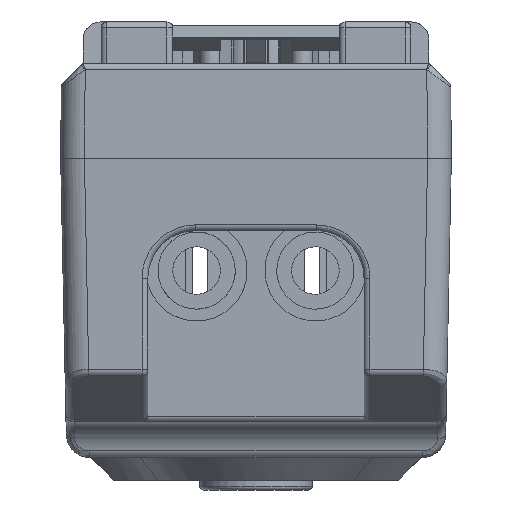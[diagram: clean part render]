
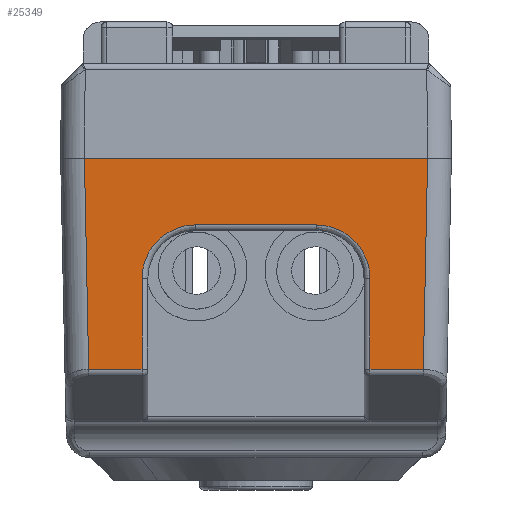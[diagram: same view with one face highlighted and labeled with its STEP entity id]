
A CAD part, front view. The second image highlights one B-rep face of the part: STEP entity #25349.
In plain terms, the highlighted planar face has unit normal (0, -1, -0.02).
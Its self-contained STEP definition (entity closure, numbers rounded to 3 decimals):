
#2158=ELLIPSE('',#27179,4.528,4.527);
#2159=ELLIPSE('',#27180,4.528,4.527);
#2862=FACE_OUTER_BOUND('',#4275,.T.);
#4275=EDGE_LOOP('',(#19668,#19669,#19670,#19671,#19672,#19673,#19674,#19675,
#19676,#19677));
#7502=LINE('',#40294,#9833);
#7527=LINE('',#40363,#9858);
#7528=LINE('',#40365,#9859);
#7529=LINE('',#40366,#9860);
#7530=LINE('',#40368,#9861);
#7531=LINE('',#40370,#9862);
#7532=LINE('',#40372,#9863);
#7533=LINE('',#40375,#9864);
#9833=VECTOR('',#31992,1.);
#9858=VECTOR('',#32059,1.);
#9859=VECTOR('',#32060,1.);
#9860=VECTOR('',#32061,1.);
#9861=VECTOR('',#32062,1.);
#9862=VECTOR('',#32063,1.);
#9863=VECTOR('',#32064,1.);
#9864=VECTOR('',#32067,1.);
#12211=VERTEX_POINT('',#40291);
#12212=VERTEX_POINT('',#40293);
#12233=VERTEX_POINT('',#40359);
#12234=VERTEX_POINT('',#40360);
#12235=VERTEX_POINT('',#40362);
#12236=VERTEX_POINT('',#40364);
#12237=VERTEX_POINT('',#40367);
#12238=VERTEX_POINT('',#40369);
#12239=VERTEX_POINT('',#40371);
#12240=VERTEX_POINT('',#40373);
#14901=EDGE_CURVE('',#12212,#12211,#7502,.T.);
#14936=EDGE_CURVE('',#12233,#12234,#2158,.T.);
#14937=EDGE_CURVE('',#12234,#12235,#7527,.T.);
#14938=EDGE_CURVE('',#12235,#12236,#7528,.T.);
#14939=EDGE_CURVE('',#12236,#12212,#7529,.T.);
#14940=EDGE_CURVE('',#12211,#12237,#7530,.T.);
#14941=EDGE_CURVE('',#12237,#12238,#7531,.T.);
#14942=EDGE_CURVE('',#12238,#12239,#7532,.T.);
#14943=EDGE_CURVE('',#12239,#12240,#2159,.T.);
#14944=EDGE_CURVE('',#12240,#12233,#7533,.T.);
#19668=ORIENTED_EDGE('',*,*,#14936,.T.);
#19669=ORIENTED_EDGE('',*,*,#14937,.T.);
#19670=ORIENTED_EDGE('',*,*,#14938,.T.);
#19671=ORIENTED_EDGE('',*,*,#14939,.T.);
#19672=ORIENTED_EDGE('',*,*,#14901,.T.);
#19673=ORIENTED_EDGE('',*,*,#14940,.T.);
#19674=ORIENTED_EDGE('',*,*,#14941,.T.);
#19675=ORIENTED_EDGE('',*,*,#14942,.T.);
#19676=ORIENTED_EDGE('',*,*,#14943,.T.);
#19677=ORIENTED_EDGE('',*,*,#14944,.T.);
#24599=PLANE('',#27178);
#25349=ADVANCED_FACE('',(#2862),#24599,.T.);
#27178=AXIS2_PLACEMENT_3D('',#40358,#32055,#32056);
#27179=AXIS2_PLACEMENT_3D('',#40361,#32057,#32058);
#27180=AXIS2_PLACEMENT_3D('',#40374,#32065,#32066);
#31992=DIRECTION('',(-1.,0.,0.));
#32055=DIRECTION('center_axis',(0.,-1.,-0.02));
#32056=DIRECTION('ref_axis',(0.,0.02,-1.));
#32057=DIRECTION('center_axis',(0.,1.,0.02));
#32058=DIRECTION('ref_axis',(0.,0.02,-1.));
#32059=DIRECTION('',(0.,0.02,-1.));
#32060=DIRECTION('',(1.,0.,0.));
#32061=DIRECTION('',(0.02,-0.02,1.));
#32062=DIRECTION('',(0.02,0.02,-1.));
#32063=DIRECTION('',(1.,0.,0.));
#32064=DIRECTION('',(0.,-0.02,1.));
#32065=DIRECTION('center_axis',(0.,1.,0.02));
#32066=DIRECTION('ref_axis',(0.,-0.02,1.));
#32067=DIRECTION('',(1.,0.,0.));
#40291=CARTESIAN_POINT('',(-14.537,-30.18,0.));
#40293=CARTESIAN_POINT('',(14.537,-30.18,0.));
#40294=CARTESIAN_POINT('',(16.549,-30.18,0.));
#40358=CARTESIAN_POINT('Origin',(0.,-30.18,0.));
#40359=CARTESIAN_POINT('',(5.131,-30.066,-5.644));
#40360=CARTESIAN_POINT('',(9.658,-29.974,-10.171));
#40361=CARTESIAN_POINT('Origin',(5.131,-29.974,-10.171));
#40362=CARTESIAN_POINT('',(9.658,-29.818,-17.879));
#40363=CARTESIAN_POINT('',(9.658,-29.818,-17.879));
#40364=CARTESIAN_POINT('',(14.175,-29.818,-17.879));
#40365=CARTESIAN_POINT('',(0.,-29.818,-17.879));
#40366=CARTESIAN_POINT('',(14.531,-30.174,-0.294));
#40367=CARTESIAN_POINT('',(-14.175,-29.818,-17.879));
#40368=CARTESIAN_POINT('',(-14.531,-30.174,-0.294));
#40369=CARTESIAN_POINT('',(-9.658,-29.818,-17.879));
#40370=CARTESIAN_POINT('',(0.,-29.818,-17.879));
#40371=CARTESIAN_POINT('',(-9.658,-29.974,-10.171));
#40372=CARTESIAN_POINT('',(-9.658,-30.18,0.));
#40373=CARTESIAN_POINT('',(-5.131,-30.066,-5.644));
#40374=CARTESIAN_POINT('Origin',(-5.131,-29.974,-10.171));
#40375=CARTESIAN_POINT('',(5.131,-30.066,-5.644));
